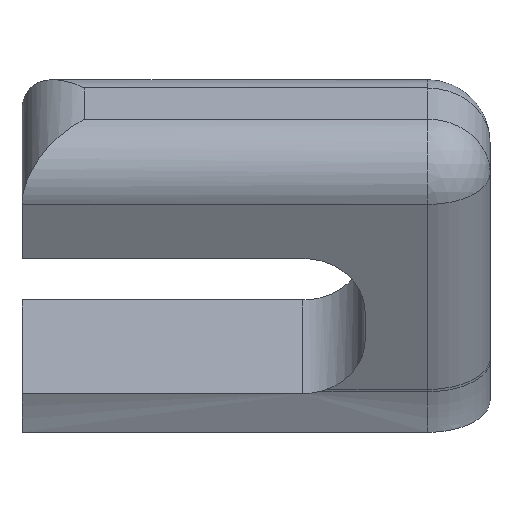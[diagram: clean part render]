
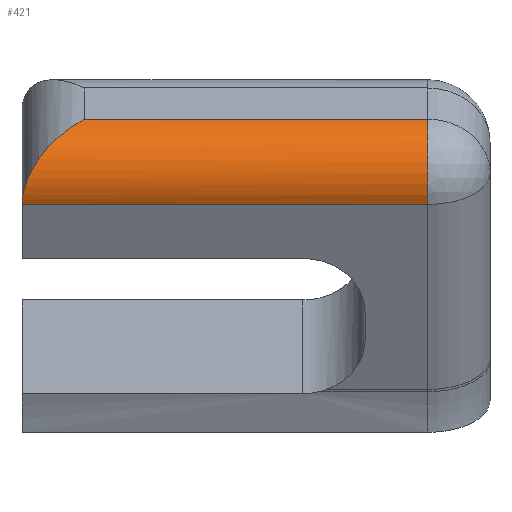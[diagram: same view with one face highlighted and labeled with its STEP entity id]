
A CAD part, left-side view. The second image highlights one B-rep face of the part: STEP entity #421.
In plain terms, the highlighted cylindrical face has radius 2 mm (diameter 4 mm), a partial arc.
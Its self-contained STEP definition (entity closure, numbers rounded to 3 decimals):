
#15=ELLIPSE('',#490,2.828,2.);
#25=CYLINDRICAL_SURFACE('',#489,2.);
#47=CIRCLE('',#480,2.);
#68=FACE_OUTER_BOUND('',#94,.T.);
#94=EDGE_LOOP('',(#342,#343,#344,#345));
#126=LINE('',#745,#159);
#130=LINE('',#757,#163);
#159=VECTOR('',#584,10.);
#163=VECTOR('',#594,10.);
#195=VERTEX_POINT('',#710);
#196=VERTEX_POINT('',#714);
#202=VERTEX_POINT('',#744);
#207=VERTEX_POINT('',#756);
#243=EDGE_CURVE('',#196,#195,#47,.T.);
#251=EDGE_CURVE('',#202,#195,#126,.T.);
#257=EDGE_CURVE('',#196,#207,#130,.T.);
#258=EDGE_CURVE('',#207,#202,#15,.T.);
#342=ORIENTED_EDGE('',*,*,#243,.F.);
#343=ORIENTED_EDGE('',*,*,#257,.T.);
#344=ORIENTED_EDGE('',*,*,#258,.T.);
#345=ORIENTED_EDGE('',*,*,#251,.T.);
#421=ADVANCED_FACE('',(#68),#25,.T.);
#480=AXIS2_PLACEMENT_3D('',#720,#567,#568);
#489=AXIS2_PLACEMENT_3D('',#755,#592,#593);
#490=AXIS2_PLACEMENT_3D('',#758,#595,#596);
#567=DIRECTION('center_axis',(0.,-1.,0.));
#568=DIRECTION('ref_axis',(-0.966,0.,0.259));
#584=DIRECTION('',(0.,-1.,0.));
#592=DIRECTION('center_axis',(0.,1.,0.));
#593=DIRECTION('ref_axis',(-0.966,0.,0.259));
#594=DIRECTION('',(0.,1.,0.));
#595=DIRECTION('center_axis',(-0.612,-0.707,-0.354));
#596=DIRECTION('ref_axis',(0.612,-0.707,0.354));
#710=CARTESIAN_POINT('',(-16.008,2.,21.726));
#714=CARTESIAN_POINT('',(-15.276,2.,24.458));
#720=CARTESIAN_POINT('Origin',(-14.276,2.,22.726));
#744=CARTESIAN_POINT('',(-16.008,15.,21.726));
#745=CARTESIAN_POINT('',(-16.008,0.,21.726));
#755=CARTESIAN_POINT('Origin',(-14.276,0.,22.726));
#756=CARTESIAN_POINT('',(-15.276,13.,24.458));
#757=CARTESIAN_POINT('',(-15.276,0.,24.458));
#758=CARTESIAN_POINT('Origin',(-14.276,13.,22.726));
